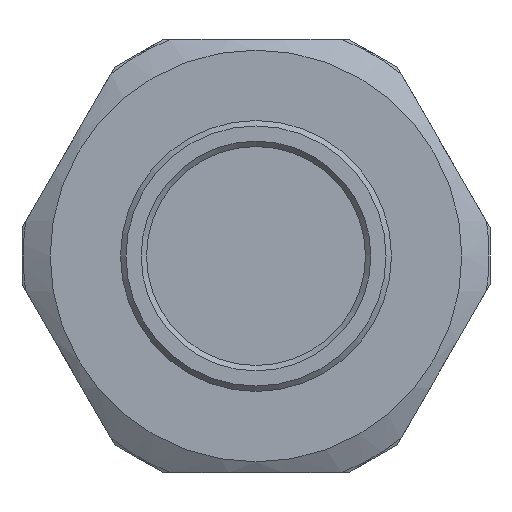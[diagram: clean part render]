
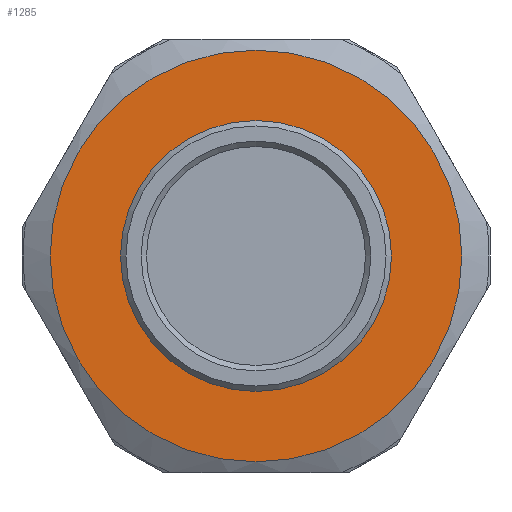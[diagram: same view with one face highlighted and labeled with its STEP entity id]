
A CAD part, front view. The second image highlights one B-rep face of the part: STEP entity #1285.
In plain terms, the highlighted planar face has unit normal (0, -1, 0).
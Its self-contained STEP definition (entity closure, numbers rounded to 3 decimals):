
#55=FACE_BOUND('',#454,.T.);
#378=FACE_OUTER_BOUND('',#453,.T.);
#453=EDGE_LOOP('',(#967));
#454=EDGE_LOOP('',(#968));
#538=CIRCLE('',#1409,12.);
#539=CIRCLE('',#1411,19.);
#606=VERTEX_POINT('',#2000);
#607=VERTEX_POINT('',#2004);
#743=EDGE_CURVE('',#606,#606,#538,.T.);
#745=EDGE_CURVE('',#607,#607,#539,.T.);
#967=ORIENTED_EDGE('',*,*,#745,.F.);
#968=ORIENTED_EDGE('',*,*,#743,.T.);
#1230=PLANE('',#1410);
#1285=ADVANCED_FACE('',(#378,#55),#1230,.T.);
#1409=AXIS2_PLACEMENT_3D('',#2001,#1628,#1629);
#1410=AXIS2_PLACEMENT_3D('',#2003,#1631,#1632);
#1411=AXIS2_PLACEMENT_3D('',#2005,#1633,#1634);
#1628=DIRECTION('center_axis',(0.,1.,0.));
#1629=DIRECTION('ref_axis',(1.,0.,0.));
#1631=DIRECTION('center_axis',(0.,-1.,0.));
#1632=DIRECTION('ref_axis',(0.,0.,-1.));
#1633=DIRECTION('center_axis',(0.,1.,0.));
#1634=DIRECTION('ref_axis',(1.,0.,0.));
#2000=CARTESIAN_POINT('',(203.569,18.313,257.202));
#2001=CARTESIAN_POINT('Origin',(191.569,18.313,257.202));
#2003=CARTESIAN_POINT('Origin',(172.569,18.313,257.202));
#2004=CARTESIAN_POINT('',(210.569,18.313,257.202));
#2005=CARTESIAN_POINT('Origin',(191.569,18.313,257.202));
